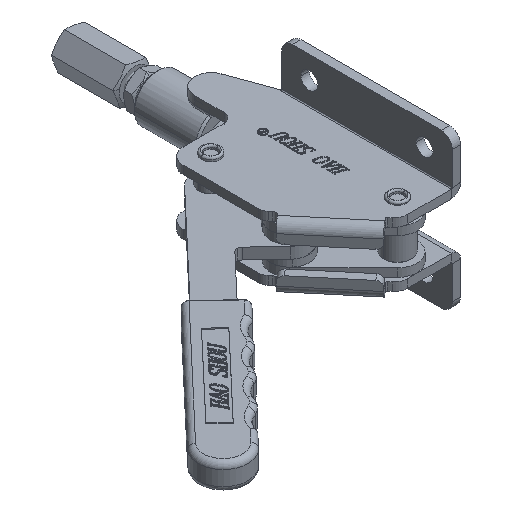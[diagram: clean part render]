
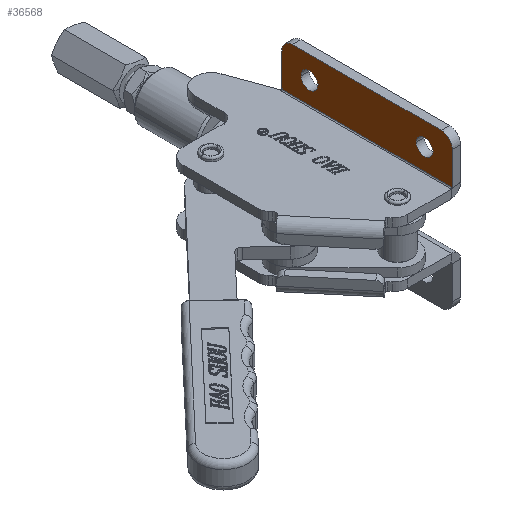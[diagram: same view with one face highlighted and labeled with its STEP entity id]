
A CAD part, isometric view. The second image highlights one B-rep face of the part: STEP entity #36568.
In plain terms, the highlighted face is planar.
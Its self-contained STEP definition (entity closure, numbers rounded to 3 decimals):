
#3404 = EDGE_CURVE ( 'NONE', #6069, #6071, #26529, .T. ) ;
#3413 = EDGE_CURVE ( 'NONE', #6077, #6079, #26535, .T. ) ;
#3779 = EDGE_CURVE ( 'NONE', #6509, #6591, #26753, .T. ) ;
#3788 = EDGE_CURVE ( 'NONE', #6591, #6589, #26761, .T. ) ;
#3795 = EDGE_CURVE ( 'NONE', #6589, #8445, #26765, .T. ) ;
#3802 = EDGE_CURVE ( 'NONE', #8445, #6553, #26771, .T. ) ;
#3811 = EDGE_CURVE ( 'NONE', #6079, #6077, #26777, .T. ) ;
#3815 = EDGE_CURVE ( 'NONE', #6071, #6069, #26779, .T. ) ;
#3822 = EDGE_CURVE ( 'NONE', #6553, #8447, #26781, .T. ) ;
#3824 = EDGE_CURVE ( 'NONE', #6509, #8447, #26785, .T. ) ;
#6069 = VERTEX_POINT ( 'NONE', #30828 ) ;
#6071 = VERTEX_POINT ( 'NONE', #30829 ) ;
#6077 = VERTEX_POINT ( 'NONE', #30832 ) ;
#6079 = VERTEX_POINT ( 'NONE', #30833 ) ;
#6185 = EDGE_LOOP ( 'NONE', ( #40704, #40705 ) ) ;
#6195 = EDGE_LOOP ( 'NONE', ( #40702, #40703 ) ) ;
#6199 = EDGE_LOOP ( 'NONE', ( #40706, #40707, #40708, #40709, #40710, #40711 ) ) ;
#6509 = VERTEX_POINT ( 'NONE', #30963 ) ;
#6553 = VERTEX_POINT ( 'NONE', #30985 ) ;
#6589 = VERTEX_POINT ( 'NONE', #31003 ) ;
#6591 = VERTEX_POINT ( 'NONE', #31004 ) ;
#8445 = VERTEX_POINT ( 'NONE', #34862 ) ;
#8447 = VERTEX_POINT ( 'NONE', #34858 ) ;
#12282 = AXIS2_PLACEMENT_3D ( 'NONE', #29155, #29156, #29157 ) ;
#12286 = AXIS2_PLACEMENT_3D ( 'NONE', #29166, #29167, #29168 ) ;
#12301 = AXIS2_PLACEMENT_3D ( 'NONE', #30126, #30127, #30128 ) ;
#12303 = AXIS2_PLACEMENT_3D ( 'NONE', #30140, #30141, #30142 ) ;
#12306 = AXIS2_PLACEMENT_3D ( 'NONE', #30150, #30151, #30152 ) ;
#12308 = AXIS2_PLACEMENT_3D ( 'NONE', #30160, #30161, #30162 ) ;
#18805 = FACE_OUTER_BOUND ( 'NONE', #6199, .T. ) ;
#18807 = FACE_BOUND ( 'NONE', #6195, .T. ) ;
#18812 = FACE_BOUND ( 'NONE', #6185, .T. ) ;
#19685 = AXIS2_PLACEMENT_3D ( 'NONE', #22961, #22958, #22965 ) ;
#22958 = DIRECTION ( 'NONE',  ( 0., 0.643, -0.766 ) ) ;
#22961 = CARTESIAN_POINT ( 'NONE',  ( -35.5, 21.597, 79.123 ) ) ;
#22963 = PLANE ( 'NONE',  #19685 ) ;
#22965 = DIRECTION ( 'NONE',  ( 0., 0.766, 0.643 ) ) ;
#26529 = CIRCLE ( 'NONE', #12282, 4.5 ) ;
#26535 = CIRCLE ( 'NONE', #12286, 4.5 ) ;
#26753 = LINE ( 'NONE', #30119, #26756 ) ;
#26756 = VECTOR ( 'NONE', #30120, 1000. ) ;
#26761 = CIRCLE ( 'NONE', #12301, 6. ) ;
#26765 = LINE ( 'NONE', #30134, #26768 ) ;
#26768 = VECTOR ( 'NONE', #30135, 1000. ) ;
#26771 = CIRCLE ( 'NONE', #12303, 6. ) ;
#26777 = CIRCLE ( 'NONE', #12306, 4.5 ) ;
#26779 = CIRCLE ( 'NONE', #12308, 4.5 ) ;
#26781 = LINE ( 'NONE', #30158, #26786 ) ;
#26785 = LINE ( 'NONE', #30167, #26788 ) ;
#26786 = VECTOR ( 'NONE', #30166, 1000. ) ;
#26788 = VECTOR ( 'NONE', #30168, 1000. ) ;
#29155 = CARTESIAN_POINT ( 'NONE',  ( -29.25, 14.702, 73.338 ) ) ;
#29156 = DIRECTION ( 'NONE',  ( 0., 0.643, -0.766 ) ) ;
#29157 = DIRECTION ( 'NONE',  ( 0., -0.766, -0.643 ) ) ;
#29166 = CARTESIAN_POINT ( 'NONE',  ( -29.25, -32.792, 33.485 ) ) ;
#29167 = DIRECTION ( 'NONE',  ( 0., 0.643, -0.766 ) ) ;
#29168 = DIRECTION ( 'NONE',  ( 0., -0.766, -0.643 ) ) ;
#30119 = CARTESIAN_POINT ( 'NONE',  ( -35.5, -44.283, 23.844 ) ) ;
#30120 = DIRECTION ( 'NONE',  ( -1., 0., 0. ) ) ;
#30126 = CARTESIAN_POINT ( 'NONE',  ( -35.5, -39.687, 27.7 ) ) ;
#30127 = DIRECTION ( 'NONE',  ( 0., 0.643, -0.766 ) ) ;
#30128 = DIRECTION ( 'NONE',  ( 0., 0.766, 0.643 ) ) ;
#30134 = CARTESIAN_POINT ( 'NONE',  ( -41.5, 21.597, 79.123 ) ) ;
#30135 = DIRECTION ( 'NONE',  ( 0., 0.766, 0.643 ) ) ;
#30140 = CARTESIAN_POINT ( 'NONE',  ( -35.5, 21.597, 79.123 ) ) ;
#30141 = DIRECTION ( 'NONE',  ( 0., 0.643, -0.766 ) ) ;
#30142 = DIRECTION ( 'NONE',  ( 0., 0.766, 0.643 ) ) ;
#30150 = CARTESIAN_POINT ( 'NONE',  ( -29.25, -32.792, 33.485 ) ) ;
#30151 = DIRECTION ( 'NONE',  ( 0., 0.643, -0.766 ) ) ;
#30152 = DIRECTION ( 'NONE',  ( 0., -0.766, -0.643 ) ) ;
#30158 = CARTESIAN_POINT ( 'NONE',  ( -17.25, 26.193, 82.98 ) ) ;
#30160 = CARTESIAN_POINT ( 'NONE',  ( -29.25, 14.702, 73.338 ) ) ;
#30161 = DIRECTION ( 'NONE',  ( 0., 0.643, -0.766 ) ) ;
#30162 = DIRECTION ( 'NONE',  ( 0., -0.766, -0.643 ) ) ;
#30166 = DIRECTION ( 'NONE',  ( 1., 0., 0. ) ) ;
#30167 = CARTESIAN_POINT ( 'NONE',  ( -17.75, -44.283, 23.844 ) ) ;
#30168 = DIRECTION ( 'NONE',  ( 0., 0.766, 0.643 ) ) ;
#30828 = CARTESIAN_POINT ( 'NONE',  ( -29.25, 11.255, 70.446 ) ) ;
#30829 = CARTESIAN_POINT ( 'NONE',  ( -29.25, 18.149, 76.231 ) ) ;
#30832 = CARTESIAN_POINT ( 'NONE',  ( -29.25, -36.24, 30.593 ) ) ;
#30833 = CARTESIAN_POINT ( 'NONE',  ( -29.25, -29.345, 36.378 ) ) ;
#30963 = CARTESIAN_POINT ( 'NONE',  ( -17.75, -44.283, 23.844 ) ) ;
#30985 = CARTESIAN_POINT ( 'NONE',  ( -35.5, 26.193, 82.98 ) ) ;
#31003 = CARTESIAN_POINT ( 'NONE',  ( -41.5, -39.687, 27.7 ) ) ;
#31004 = CARTESIAN_POINT ( 'NONE',  ( -35.5, -44.283, 23.844 ) ) ;
#34858 = CARTESIAN_POINT ( 'NONE',  ( -17.75, 26.193, 82.98 ) ) ;
#34862 = CARTESIAN_POINT ( 'NONE',  ( -41.5, 21.597, 79.123 ) ) ;
#36568 = ADVANCED_FACE ( 'NONE', ( #18807, #18812, #18805 ), #22963, .T. ) ;
#40702 = ORIENTED_EDGE ( 'NONE', *, *, #3815, .F. ) ;
#40703 = ORIENTED_EDGE ( 'NONE', *, *, #3404, .F. ) ;
#40704 = ORIENTED_EDGE ( 'NONE', *, *, #3811, .F. ) ;
#40705 = ORIENTED_EDGE ( 'NONE', *, *, #3413, .F. ) ;
#40706 = ORIENTED_EDGE ( 'NONE', *, *, #3822, .T. ) ;
#40707 = ORIENTED_EDGE ( 'NONE', *, *, #3824, .F. ) ;
#40708 = ORIENTED_EDGE ( 'NONE', *, *, #3779, .T. ) ;
#40709 = ORIENTED_EDGE ( 'NONE', *, *, #3788, .T. ) ;
#40710 = ORIENTED_EDGE ( 'NONE', *, *, #3795, .T. ) ;
#40711 = ORIENTED_EDGE ( 'NONE', *, *, #3802, .T. ) ;
